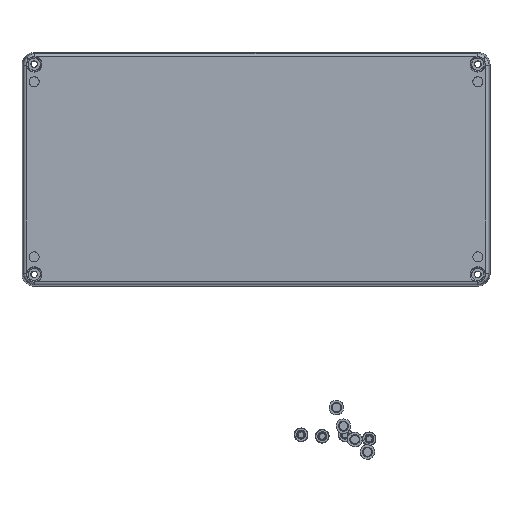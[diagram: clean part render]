
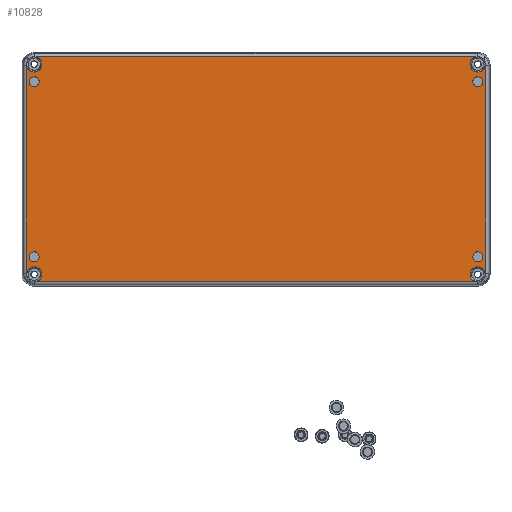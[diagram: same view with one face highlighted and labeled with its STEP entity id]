
A CAD part, front view. The second image highlights one B-rep face of the part: STEP entity #10828.
In plain terms, the highlighted planar face has unit normal (0, -1, 0).
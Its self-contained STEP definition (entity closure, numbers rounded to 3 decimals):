
#4933 = VERTEX_POINT('',#4934);
#4934 = CARTESIAN_POINT('',(-114.,-78.,47.574));
#4952 = VERTEX_POINT('',#4953);
#4953 = CARTESIAN_POINT('',(-114.,-78.,42.426));
#4959 = EDGE_CURVE('',#4952,#4933,#4960,.T.);
#4960 = CIRCLE('',#4961,2.574);
#4961 = AXIS2_PLACEMENT_3D('',#4962,#4963,#4964);
#4962 = CARTESIAN_POINT('',(-114.,-78.,45.));
#4963 = DIRECTION('',(0.,1.,0.));
#4964 = DIRECTION('',(0.,-0.,1.));
#4975 = VERTEX_POINT('',#4976);
#4976 = CARTESIAN_POINT('',(114.,-78.,47.574));
#4994 = VERTEX_POINT('',#4995);
#4995 = CARTESIAN_POINT('',(114.,-78.,42.426));
#5001 = EDGE_CURVE('',#4994,#4975,#5002,.T.);
#5002 = CIRCLE('',#5003,2.574);
#5003 = AXIS2_PLACEMENT_3D('',#5004,#5005,#5006);
#5004 = CARTESIAN_POINT('',(114.,-78.,45.));
#5005 = DIRECTION('',(0.,1.,0.));
#5006 = DIRECTION('',(0.,-0.,1.));
#5017 = VERTEX_POINT('',#5018);
#5018 = CARTESIAN_POINT('',(114.,-78.,-42.426));
#5036 = VERTEX_POINT('',#5037);
#5037 = CARTESIAN_POINT('',(114.,-78.,-47.574));
#5043 = EDGE_CURVE('',#5036,#5017,#5044,.T.);
#5044 = CIRCLE('',#5045,2.574);
#5045 = AXIS2_PLACEMENT_3D('',#5046,#5047,#5048);
#5046 = CARTESIAN_POINT('',(114.,-78.,-45.));
#5047 = DIRECTION('',(0.,1.,0.));
#5048 = DIRECTION('',(0.,-0.,1.));
#5059 = VERTEX_POINT('',#5060);
#5060 = CARTESIAN_POINT('',(-114.,-78.,-42.426));
#5078 = VERTEX_POINT('',#5079);
#5079 = CARTESIAN_POINT('',(-114.,-78.,-47.574));
#5085 = EDGE_CURVE('',#5078,#5059,#5086,.T.);
#5086 = CIRCLE('',#5087,2.574);
#5087 = AXIS2_PLACEMENT_3D('',#5088,#5089,#5090);
#5088 = CARTESIAN_POINT('',(-114.,-78.,-45.));
#5089 = DIRECTION('',(0.,1.,0.));
#5090 = DIRECTION('',(0.,-0.,1.));
#5852 = VERTEX_POINT('',#5853);
#5853 = CARTESIAN_POINT('',(112.998,-78.,-57.872));
#5860 = EDGE_CURVE('',#5861,#5852,#5863,.T.);
#5861 = VERTEX_POINT('',#5862);
#5862 = CARTESIAN_POINT('',(114.,-78.,-50.));
#5863 = CIRCLE('',#5864,4.);
#5864 = AXIS2_PLACEMENT_3D('',#5865,#5866,#5867);
#5865 = CARTESIAN_POINT('',(114.,-78.,-54.));
#5866 = DIRECTION('',(0.,-1.,0.));
#5867 = DIRECTION('',(0.,0.,-1.));
#5918 = VERTEX_POINT('',#5919);
#5919 = CARTESIAN_POINT('',(-117.958,-78.,-54.577));
#5930 = EDGE_CURVE('',#5931,#5918,#5933,.T.);
#5931 = VERTEX_POINT('',#5932);
#5932 = CARTESIAN_POINT('',(-114.,-78.,-50.));
#5933 = CIRCLE('',#5934,4.);
#5934 = AXIS2_PLACEMENT_3D('',#5935,#5936,#5937);
#5935 = CARTESIAN_POINT('',(-114.,-78.,-54.));
#5936 = DIRECTION('',(0.,-1.,0.));
#5937 = DIRECTION('',(0.,0.,-1.));
#5965 = VERTEX_POINT('',#5966);
#5966 = CARTESIAN_POINT('',(-114.,-78.,50.));
#5972 = EDGE_CURVE('',#5973,#5965,#5975,.T.);
#5973 = VERTEX_POINT('',#5974);
#5974 = CARTESIAN_POINT('',(-117.958,-78.,54.577));
#5975 = CIRCLE('',#5976,4.);
#5976 = AXIS2_PLACEMENT_3D('',#5977,#5978,#5979);
#5977 = CARTESIAN_POINT('',(-114.,-78.,54.));
#5978 = DIRECTION('',(0.,-1.,0.));
#5979 = DIRECTION('',(0.,0.,-1.));
#6035 = VERTEX_POINT('',#6036);
#6036 = CARTESIAN_POINT('',(114.,-78.,50.));
#6042 = EDGE_CURVE('',#6043,#6035,#6045,.T.);
#6043 = VERTEX_POINT('',#6044);
#6044 = CARTESIAN_POINT('',(112.998,-78.,57.872));
#6045 = CIRCLE('',#6046,4.);
#6046 = AXIS2_PLACEMENT_3D('',#6047,#6048,#6049);
#6047 = CARTESIAN_POINT('',(114.,-78.,54.));
#6048 = DIRECTION('',(0.,-1.,0.));
#6049 = DIRECTION('',(0.,0.,-1.));
#6113 = VERTEX_POINT('',#6114);
#6114 = CARTESIAN_POINT('',(117.958,-78.,54.577));
#6125 = EDGE_CURVE('',#6126,#6113,#6128,.T.);
#6126 = VERTEX_POINT('',#6127);
#6127 = CARTESIAN_POINT('',(118.122,-78.,53.373));
#6128 = ( BOUNDED_CURVE() B_SPLINE_CURVE(3,(#6129,#6130,#6131,#6132),
.UNSPECIFIED.,.F.,.F.) B_SPLINE_CURVE_WITH_KNOTS((4,4),(5.498,
5.769),.PIECEWISE_BEZIER_KNOTS.) CURVE() 
GEOMETRIC_REPRESENTATION_ITEM() RATIONAL_B_SPLINE_CURVE((1.,
0.994,0.994,1.)) REPRESENTATION_ITEM('') );
#6129 = CARTESIAN_POINT('',(118.122,-78.,53.373));
#6130 = CARTESIAN_POINT('',(118.122,-78.,53.78));
#6131 = CARTESIAN_POINT('',(118.067,-78.,54.184));
#6132 = CARTESIAN_POINT('',(117.958,-78.,54.577));
#6239 = EDGE_CURVE('',#6240,#5918,#6242,.T.);
#6240 = VERTEX_POINT('',#6241);
#6241 = CARTESIAN_POINT('',(-118.122,-78.,-53.373));
#6242 = ( BOUNDED_CURVE() B_SPLINE_CURVE(3,(#6243,#6244,#6245,#6246),
.UNSPECIFIED.,.F.,.F.) B_SPLINE_CURVE_WITH_KNOTS((4,4),(5.498,
5.769),.PIECEWISE_BEZIER_KNOTS.) CURVE() 
GEOMETRIC_REPRESENTATION_ITEM() RATIONAL_B_SPLINE_CURVE((1.,
0.994,0.994,1.)) REPRESENTATION_ITEM('') );
#6243 = CARTESIAN_POINT('',(-118.122,-78.,-53.373));
#6244 = CARTESIAN_POINT('',(-118.122,-78.,-53.78));
#6245 = CARTESIAN_POINT('',(-118.067,-78.,-54.184));
#6246 = CARTESIAN_POINT('',(-117.958,-78.,-54.577));
#10828 = ADVANCED_FACE('',(#10829,#10839,#10849,#10859,#10869),#10953,
  .T.);
#10829 = FACE_BOUND('',#10830,.T.);
#10830 = EDGE_LOOP('',(#10831,#10838));
#10831 = ORIENTED_EDGE('',*,*,#10832,.T.);
#10832 = EDGE_CURVE('',#4933,#4952,#10833,.T.);
#10833 = CIRCLE('',#10834,2.574);
#10834 = AXIS2_PLACEMENT_3D('',#10835,#10836,#10837);
#10835 = CARTESIAN_POINT('',(-114.,-78.,45.));
#10836 = DIRECTION('',(0.,1.,0.));
#10837 = DIRECTION('',(0.,-0.,1.));
#10838 = ORIENTED_EDGE('',*,*,#4959,.T.);
#10839 = FACE_BOUND('',#10840,.T.);
#10840 = EDGE_LOOP('',(#10841,#10848));
#10841 = ORIENTED_EDGE('',*,*,#10842,.T.);
#10842 = EDGE_CURVE('',#4975,#4994,#10843,.T.);
#10843 = CIRCLE('',#10844,2.574);
#10844 = AXIS2_PLACEMENT_3D('',#10845,#10846,#10847);
#10845 = CARTESIAN_POINT('',(114.,-78.,45.));
#10846 = DIRECTION('',(0.,1.,0.));
#10847 = DIRECTION('',(0.,-0.,1.));
#10848 = ORIENTED_EDGE('',*,*,#5001,.T.);
#10849 = FACE_BOUND('',#10850,.T.);
#10850 = EDGE_LOOP('',(#10851,#10858));
#10851 = ORIENTED_EDGE('',*,*,#10852,.T.);
#10852 = EDGE_CURVE('',#5017,#5036,#10853,.T.);
#10853 = CIRCLE('',#10854,2.574);
#10854 = AXIS2_PLACEMENT_3D('',#10855,#10856,#10857);
#10855 = CARTESIAN_POINT('',(114.,-78.,-45.));
#10856 = DIRECTION('',(0.,1.,0.));
#10857 = DIRECTION('',(0.,-0.,1.));
#10858 = ORIENTED_EDGE('',*,*,#5043,.T.);
#10859 = FACE_BOUND('',#10860,.T.);
#10860 = EDGE_LOOP('',(#10861,#10868));
#10861 = ORIENTED_EDGE('',*,*,#10862,.T.);
#10862 = EDGE_CURVE('',#5059,#5078,#10863,.T.);
#10863 = CIRCLE('',#10864,2.574);
#10864 = AXIS2_PLACEMENT_3D('',#10865,#10866,#10867);
#10865 = CARTESIAN_POINT('',(-114.,-78.,-45.));
#10866 = DIRECTION('',(0.,1.,0.));
#10867 = DIRECTION('',(0.,-0.,1.));
#10868 = ORIENTED_EDGE('',*,*,#5085,.T.);
#10869 = FACE_BOUND('',#10870,.T.);
#10870 = EDGE_LOOP('',(#10871,#10880,#10889,#10895,#10896,#10903,#10904,
    #10912,#10919,#10920,#10929,#10935,#10936,#10937,#10946,#10952));
#10871 = ORIENTED_EDGE('',*,*,#10872,.F.);
#10872 = EDGE_CURVE('',#10873,#5861,#10875,.T.);
#10873 = VERTEX_POINT('',#10874);
#10874 = CARTESIAN_POINT('',(117.958,-78.,-54.577));
#10875 = CIRCLE('',#10876,4.);
#10876 = AXIS2_PLACEMENT_3D('',#10877,#10878,#10879);
#10877 = CARTESIAN_POINT('',(114.,-78.,-54.));
#10878 = DIRECTION('',(0.,-1.,0.));
#10879 = DIRECTION('',(0.,0.,-1.));
#10880 = ORIENTED_EDGE('',*,*,#10881,.T.);
#10881 = EDGE_CURVE('',#10873,#10882,#10884,.T.);
#10882 = VERTEX_POINT('',#10883);
#10883 = CARTESIAN_POINT('',(118.122,-78.,-53.373));
#10884 = ( BOUNDED_CURVE() B_SPLINE_CURVE(3,(#10885,#10886,#10887,#10888
),.UNSPECIFIED.,.F.,.F.) B_SPLINE_CURVE_WITH_KNOTS((4,4),(0.514
,0.785),.PIECEWISE_BEZIER_KNOTS.) CURVE() 
GEOMETRIC_REPRESENTATION_ITEM() RATIONAL_B_SPLINE_CURVE((1.,
0.994,0.994,1.)) REPRESENTATION_ITEM('') );
#10885 = CARTESIAN_POINT('',(117.958,-78.,-54.577));
#10886 = CARTESIAN_POINT('',(118.067,-78.,-54.184));
#10887 = CARTESIAN_POINT('',(118.122,-78.,-53.78));
#10888 = CARTESIAN_POINT('',(118.122,-78.,-53.373));
#10889 = ORIENTED_EDGE('',*,*,#10890,.T.);
#10890 = EDGE_CURVE('',#10882,#6126,#10891,.T.);
#10891 = LINE('',#10892,#10893);
#10892 = CARTESIAN_POINT('',(118.122,-78.,-60.));
#10893 = VECTOR('',#10894,1.);
#10894 = DIRECTION('',(-0.,-0.,1.));
#10895 = ORIENTED_EDGE('',*,*,#6125,.T.);
#10896 = ORIENTED_EDGE('',*,*,#10897,.F.);
#10897 = EDGE_CURVE('',#6035,#6113,#10898,.T.);
#10898 = CIRCLE('',#10899,4.);
#10899 = AXIS2_PLACEMENT_3D('',#10900,#10901,#10902);
#10900 = CARTESIAN_POINT('',(114.,-78.,54.));
#10901 = DIRECTION('',(0.,-1.,0.));
#10902 = DIRECTION('',(0.,0.,-1.));
#10903 = ORIENTED_EDGE('',*,*,#6042,.F.);
#10904 = ORIENTED_EDGE('',*,*,#10905,.T.);
#10905 = EDGE_CURVE('',#6043,#10906,#10908,.T.);
#10906 = VERTEX_POINT('',#10907);
#10907 = CARTESIAN_POINT('',(-112.998,-78.,57.872));
#10908 = LINE('',#10909,#10910);
#10909 = CARTESIAN_POINT('',(120.25,-78.,57.872));
#10910 = VECTOR('',#10911,1.);
#10911 = DIRECTION('',(-1.,-0.,-0.));
#10912 = ORIENTED_EDGE('',*,*,#10913,.F.);
#10913 = EDGE_CURVE('',#5965,#10906,#10914,.T.);
#10914 = CIRCLE('',#10915,4.);
#10915 = AXIS2_PLACEMENT_3D('',#10916,#10917,#10918);
#10916 = CARTESIAN_POINT('',(-114.,-78.,54.));
#10917 = DIRECTION('',(0.,-1.,0.));
#10918 = DIRECTION('',(0.,0.,-1.));
#10919 = ORIENTED_EDGE('',*,*,#5972,.F.);
#10920 = ORIENTED_EDGE('',*,*,#10921,.T.);
#10921 = EDGE_CURVE('',#5973,#10922,#10924,.T.);
#10922 = VERTEX_POINT('',#10923);
#10923 = CARTESIAN_POINT('',(-118.122,-78.,53.373));
#10924 = ( BOUNDED_CURVE() B_SPLINE_CURVE(3,(#10925,#10926,#10927,#10928
),.UNSPECIFIED.,.F.,.F.) B_SPLINE_CURVE_WITH_KNOTS((4,4),(0.514
,0.785),.PIECEWISE_BEZIER_KNOTS.) CURVE() 
GEOMETRIC_REPRESENTATION_ITEM() RATIONAL_B_SPLINE_CURVE((1.,
0.994,0.994,1.)) REPRESENTATION_ITEM('') );
#10925 = CARTESIAN_POINT('',(-117.958,-78.,54.577));
#10926 = CARTESIAN_POINT('',(-118.067,-78.,54.184));
#10927 = CARTESIAN_POINT('',(-118.122,-78.,53.78));
#10928 = CARTESIAN_POINT('',(-118.122,-78.,53.373));
#10929 = ORIENTED_EDGE('',*,*,#10930,.T.);
#10930 = EDGE_CURVE('',#10922,#6240,#10931,.T.);
#10931 = LINE('',#10932,#10933);
#10932 = CARTESIAN_POINT('',(-118.122,-78.,-60.));
#10933 = VECTOR('',#10934,1.);
#10934 = DIRECTION('',(-0.,-0.,-1.));
#10935 = ORIENTED_EDGE('',*,*,#6239,.T.);
#10936 = ORIENTED_EDGE('',*,*,#5930,.F.);
#10937 = ORIENTED_EDGE('',*,*,#10938,.F.);
#10938 = EDGE_CURVE('',#10939,#5931,#10941,.T.);
#10939 = VERTEX_POINT('',#10940);
#10940 = CARTESIAN_POINT('',(-112.998,-78.,-57.872));
#10941 = CIRCLE('',#10942,4.);
#10942 = AXIS2_PLACEMENT_3D('',#10943,#10944,#10945);
#10943 = CARTESIAN_POINT('',(-114.,-78.,-54.));
#10944 = DIRECTION('',(0.,-1.,0.));
#10945 = DIRECTION('',(0.,0.,-1.));
#10946 = ORIENTED_EDGE('',*,*,#10947,.T.);
#10947 = EDGE_CURVE('',#10939,#5852,#10948,.T.);
#10948 = LINE('',#10949,#10950);
#10949 = CARTESIAN_POINT('',(120.25,-78.,-57.872));
#10950 = VECTOR('',#10951,1.);
#10951 = DIRECTION('',(1.,-0.,-0.));
#10952 = ORIENTED_EDGE('',*,*,#5860,.F.);
#10953 = PLANE('',#10954);
#10954 = AXIS2_PLACEMENT_3D('',#10955,#10956,#10957);
#10955 = CARTESIAN_POINT('',(120.25,-78.,-60.));
#10956 = DIRECTION('',(0.,-1.,0.));
#10957 = DIRECTION('',(0.,-0.,-1.));
